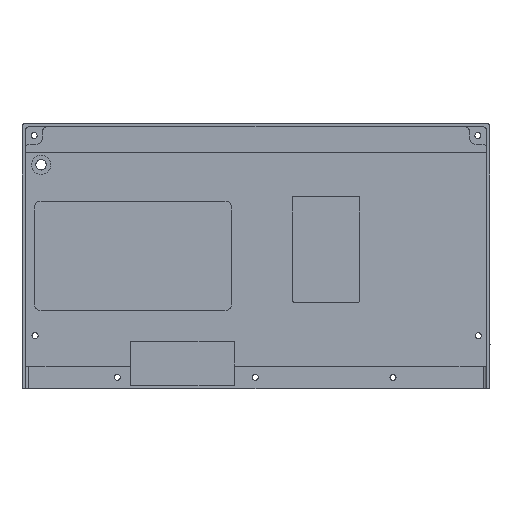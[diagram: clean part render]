
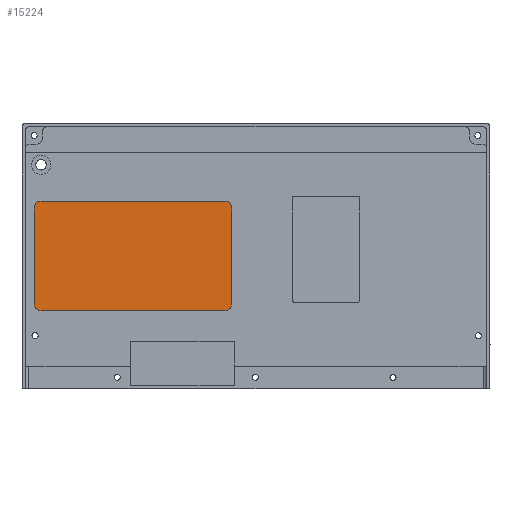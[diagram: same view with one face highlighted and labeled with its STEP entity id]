
A CAD part, front view. The second image highlights one B-rep face of the part: STEP entity #15224.
In plain terms, the highlighted planar face has unit normal (0, -1, 0).
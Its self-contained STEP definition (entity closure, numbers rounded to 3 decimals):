
#150 = ORIENTED_EDGE ( 'NONE', *, *, #7555, .T. ) ;
#987 = CARTESIAN_POINT ( 'NONE',  ( -128., 33., -29. ) ) ;
#1690 = LINE ( 'NONE', #19305, #9008 ) ;
#1750 = CARTESIAN_POINT ( 'NONE',  ( -124., 33., 30.2 ) ) ;
#3313 = DIRECTION ( 'NONE',  ( 0., -1., 0. ) ) ;
#3471 = CARTESIAN_POINT ( 'NONE',  ( -18., 33., -29. ) ) ;
#4253 = CIRCLE ( 'NONE', #22958, 4. ) ;
#4777 = EDGE_LOOP ( 'NONE', ( #11830, #6004, #17789, #8269, #11612, #150, #20912, #24979 ) ) ;
#5057 = DIRECTION ( 'NONE',  ( -1., 0., 0. ) ) ;
#5585 = VERTEX_POINT ( 'NONE', #25120 ) ;
#6004 = ORIENTED_EDGE ( 'NONE', *, *, #18858, .T. ) ;
#6108 = EDGE_CURVE ( 'NONE', #5585, #11242, #21652, .T. ) ;
#6357 = CARTESIAN_POINT ( 'NONE',  ( -14., 33., -29. ) ) ;
#6882 = CARTESIAN_POINT ( 'NONE',  ( -124., 33., -29. ) ) ;
#7066 = CARTESIAN_POINT ( 'NONE',  ( -18., 33., 30.2 ) ) ;
#7276 = CARTESIAN_POINT ( 'NONE',  ( -18., 33., 26.2 ) ) ;
#7479 = AXIS2_PLACEMENT_3D ( 'NONE', #6882, #23124, #13134 ) ;
#7555 = EDGE_CURVE ( 'NONE', #11242, #25832, #14495, .T. ) ;
#8073 = AXIS2_PLACEMENT_3D ( 'NONE', #15825, #3313, #24066 ) ;
#8269 = ORIENTED_EDGE ( 'NONE', *, *, #20226, .T. ) ;
#8437 = CARTESIAN_POINT ( 'NONE',  ( -124., 33., 26.2 ) ) ;
#8655 = VERTEX_POINT ( 'NONE', #13996 ) ;
#9008 = VECTOR ( 'NONE', #5057, 1000. ) ;
#10171 = CARTESIAN_POINT ( 'NONE',  ( -128., 33., 26.2 ) ) ;
#11242 = VERTEX_POINT ( 'NONE', #19573 ) ;
#11612 = ORIENTED_EDGE ( 'NONE', *, *, #6108, .T. ) ;
#11830 = ORIENTED_EDGE ( 'NONE', *, *, #23326, .T. ) ;
#12453 = VECTOR ( 'NONE', #22598, 1000. ) ;
#12854 = EDGE_CURVE ( 'NONE', #13207, #8655, #20651, .T. ) ;
#13134 = DIRECTION ( 'NONE',  ( 0., 0., -1. ) ) ;
#13207 = VERTEX_POINT ( 'NONE', #25206 ) ;
#13702 = DIRECTION ( 'NONE',  ( 1., 0., 0. ) ) ;
#13996 = CARTESIAN_POINT ( 'NONE',  ( -124., 33., -33. ) ) ;
#14495 = LINE ( 'NONE', #6357, #12453 ) ;
#15224 = ADVANCED_FACE ( 'NONE', ( #19803 ), #15430, .T. ) ;
#15430 = PLANE ( 'NONE',  #8073 ) ;
#15573 = CARTESIAN_POINT ( 'NONE',  ( -124., 33., -33. ) ) ;
#15778 = VERTEX_POINT ( 'NONE', #10171 ) ;
#15825 = CARTESIAN_POINT ( 'NONE',  ( -124., 33., 26.2 ) ) ;
#15973 = LINE ( 'NONE', #15573, #20079 ) ;
#16561 = CARTESIAN_POINT ( 'NONE',  ( -14., 33., 26.2 ) ) ;
#17206 = DIRECTION ( 'NONE',  ( 0., 0., -1. ) ) ;
#17440 = EDGE_CURVE ( 'NONE', #18219, #19816, #1690, .T. ) ;
#17789 = ORIENTED_EDGE ( 'NONE', *, *, #12854, .T. ) ;
#18219 = VERTEX_POINT ( 'NONE', #7066 ) ;
#18858 = EDGE_CURVE ( 'NONE', #15778, #13207, #23210, .T. ) ;
#19305 = CARTESIAN_POINT ( 'NONE',  ( -124., 33., 30.2 ) ) ;
#19573 = CARTESIAN_POINT ( 'NONE',  ( -14., 33., -29. ) ) ;
#19803 = FACE_OUTER_BOUND ( 'NONE', #4777, .T. ) ;
#19816 = VERTEX_POINT ( 'NONE', #1750 ) ;
#20079 = VECTOR ( 'NONE', #13702, 1000. ) ;
#20226 = EDGE_CURVE ( 'NONE', #8655, #5585, #15973, .T. ) ;
#20651 = CIRCLE ( 'NONE', #7479, 4. ) ;
#20912 = ORIENTED_EDGE ( 'NONE', *, *, #24058, .T. ) ;
#21126 = DIRECTION ( 'NONE',  ( 0., -1., 0. ) ) ;
#21175 = DIRECTION ( 'NONE',  ( 0., -1., 0. ) ) ;
#21652 = CIRCLE ( 'NONE', #25064, 4. ) ;
#22316 = DIRECTION ( 'NONE',  ( 0., 0., -1. ) ) ;
#22598 = DIRECTION ( 'NONE',  ( 0., 0., 1. ) ) ;
#22958 = AXIS2_PLACEMENT_3D ( 'NONE', #8437, #24689, #24832 ) ;
#23124 = DIRECTION ( 'NONE',  ( 0., -1., 0. ) ) ;
#23210 = LINE ( 'NONE', #987, #23515 ) ;
#23326 = EDGE_CURVE ( 'NONE', #19816, #15778, #4253, .T. ) ;
#23441 = AXIS2_PLACEMENT_3D ( 'NONE', #7276, #21126, #25123 ) ;
#23515 = VECTOR ( 'NONE', #22316, 1000. ) ;
#24058 = EDGE_CURVE ( 'NONE', #25832, #18219, #25978, .T. ) ;
#24066 = DIRECTION ( 'NONE',  ( 0., 0., -1. ) ) ;
#24689 = DIRECTION ( 'NONE',  ( 0., -1., 0. ) ) ;
#24832 = DIRECTION ( 'NONE',  ( 0., 0., -1. ) ) ;
#24979 = ORIENTED_EDGE ( 'NONE', *, *, #17440, .T. ) ;
#25064 = AXIS2_PLACEMENT_3D ( 'NONE', #3471, #21175, #17206 ) ;
#25120 = CARTESIAN_POINT ( 'NONE',  ( -18., 33., -33. ) ) ;
#25123 = DIRECTION ( 'NONE',  ( 0., 0., -1. ) ) ;
#25206 = CARTESIAN_POINT ( 'NONE',  ( -128., 33., -29. ) ) ;
#25832 = VERTEX_POINT ( 'NONE', #16561 ) ;
#25978 = CIRCLE ( 'NONE', #23441, 4. ) ;
